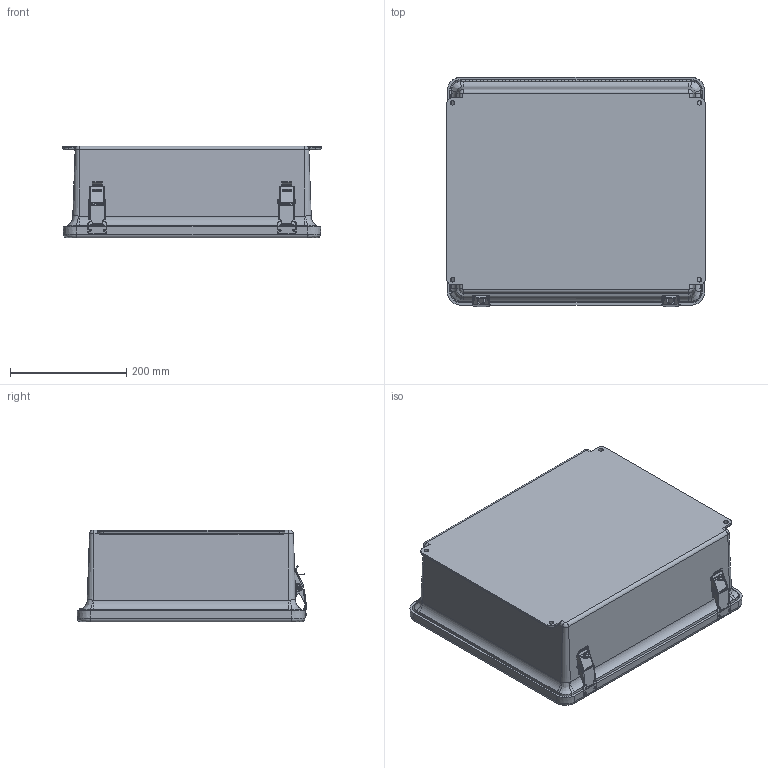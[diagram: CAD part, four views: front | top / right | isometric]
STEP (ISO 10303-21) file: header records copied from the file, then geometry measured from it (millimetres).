
FILE_DESCRIPTION (( 'STEP AP214' ), '1' );
FILE_NAME ('M1614HPL.STEP', '2018-11-07T19:10:17', ( '' ), ( '' ), 'SwSTEP 2.0', 'SolidWorks 2018', '' );
FILE_SCHEMA (( 'AUTOMOTIVE_DESIGN' ));
Length unit declared in the file: inch
Products named in the file (1): M1614HPL
Bounding box: 445.29 x 396.13 x 158.14 mm (x, y, z)
Volume: 2370176.3 mm3; surface area: 1274319.3 mm2
Topology: 40 solids, 40 shells, 1060 faces, 2724 edges, 1785 vertices
Faces by surface type: plane 501, cylinder 433, bspline 86, cone 32, torus 8
Full cylindrical faces by diameter (mm): 2.159 x63, 2.64 x18, 3.048 x2, 3.175 x18, 3.302 x4, 3.327 x10, 3.429 x18, 3.556 x22, 3.861 x4, 4.039 x4, 4.14 x4, 4.306 x4, 5.537 x4, 6.858 x4, 7.62 x4, 9.525 x2
Entity records: 49830 total; most frequent: CARTESIAN_POINT 10350, DIRECTION 5044, ORIENTED_EDGE 4956, EDGE_CURVE 2478, AXIS2_PLACEMENT_3D 1832, VERTEX_POINT 1754, EDGE_LOOP 1600, VECTOR 1380
